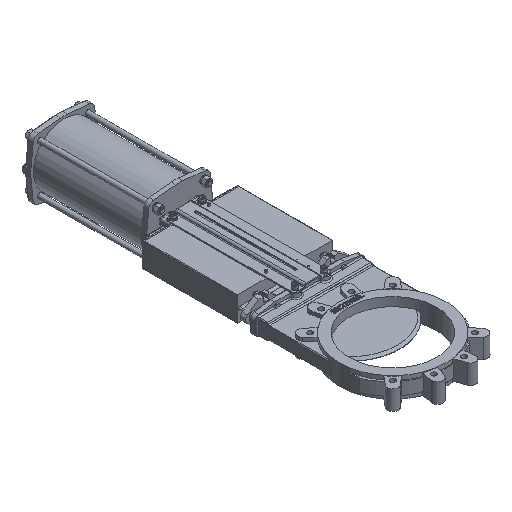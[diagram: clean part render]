
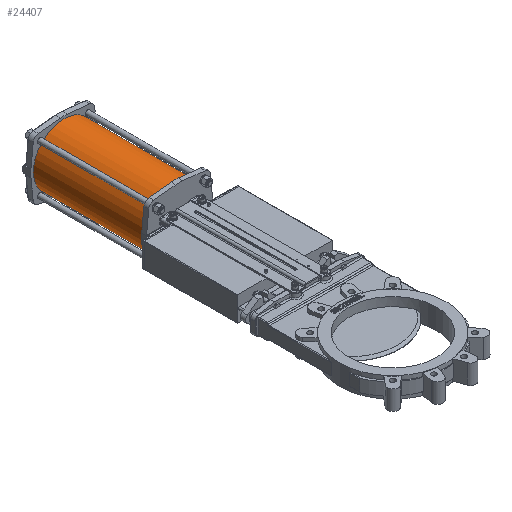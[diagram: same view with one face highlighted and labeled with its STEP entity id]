
A CAD part, isometric view. The second image highlights one B-rep face of the part: STEP entity #24407.
In plain terms, the highlighted cylindrical face has radius 105 mm (diameter 210 mm), a full revolution.
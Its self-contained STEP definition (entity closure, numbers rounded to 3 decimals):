
#964=CYLINDRICAL_SURFACE('',#26819,105.);
#2119=CIRCLE('',#26633,105.);
#2213=CIRCLE('',#26820,105.);
#2675=FACE_BOUND('',#5948,.T.);
#2941=B_SPLINE_CURVE_WITH_KNOTS('',3,(#43149,#43150,#43151,#43152,#43153,
#43154),.UNSPECIFIED.,.F.,.F.,(4,2,4),(-1.863,-1.744,
-1.625),.UNSPECIFIED.);
#4239=FACE_OUTER_BOUND('',#5947,.T.);
#5947=EDGE_LOOP('',(#20836,#20837));
#5948=EDGE_LOOP('',(#20838));
#11135=VERTEX_POINT('',#43147);
#11136=VERTEX_POINT('',#43148);
#11243=VERTEX_POINT('',#45060);
#14304=EDGE_CURVE('',#11135,#11136,#2941,.T.);
#14307=EDGE_CURVE('',#11136,#11135,#2119,.T.);
#14516=EDGE_CURVE('',#11243,#11243,#2213,.T.);
#20836=ORIENTED_EDGE('',*,*,#14304,.F.);
#20837=ORIENTED_EDGE('',*,*,#14307,.F.);
#20838=ORIENTED_EDGE('',*,*,#14516,.T.);
#24407=ADVANCED_FACE('',(#4239,#2675),#964,.T.);
#26633=AXIS2_PLACEMENT_3D('',#43158,#32533,#32534);
#26819=AXIS2_PLACEMENT_3D('',#45059,#32976,#32977);
#26820=AXIS2_PLACEMENT_3D('',#45061,#32978,#32979);
#32533=DIRECTION('center_axis',(0.,-1.,0.));
#32534=DIRECTION('ref_axis',(1.,0.,0.));
#32976=DIRECTION('center_axis',(0.,-1.,0.));
#32977=DIRECTION('ref_axis',(1.,0.,0.));
#32978=DIRECTION('center_axis',(0.,-1.,0.));
#32979=DIRECTION('ref_axis',(1.,0.,0.));
#43147=CARTESIAN_POINT('',(-104.993,748.5,1.21));
#43148=CARTESIAN_POINT('',(-104.993,748.5,-1.21));
#43149=CARTESIAN_POINT('Ctrl Pts',(-104.993,748.5,1.21));
#43150=CARTESIAN_POINT('Ctrl Pts',(-104.998,748.543,0.802));
#43151=CARTESIAN_POINT('Ctrl Pts',(-105.,748.563,0.398));
#43152=CARTESIAN_POINT('Ctrl Pts',(-105.,748.563,-0.398));
#43153=CARTESIAN_POINT('Ctrl Pts',(-104.998,748.543,-0.802));
#43154=CARTESIAN_POINT('Ctrl Pts',(-104.993,748.5,-1.21));
#43158=CARTESIAN_POINT('Origin',(0.,748.5,0.));
#45059=CARTESIAN_POINT('Origin',(0.,1128.5,0.));
#45060=CARTESIAN_POINT('',(105.,1128.5,0.));
#45061=CARTESIAN_POINT('Origin',(0.,1128.5,0.));
